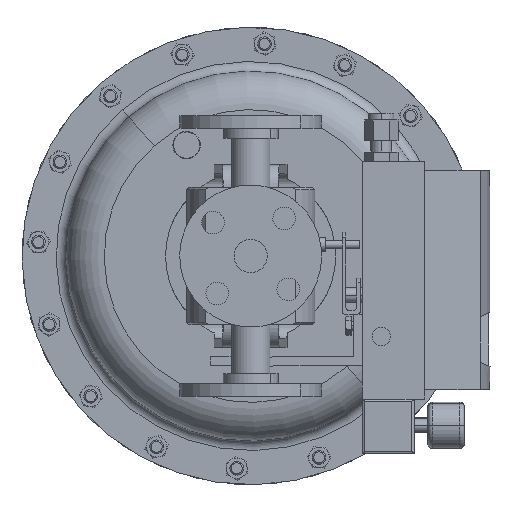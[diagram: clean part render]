
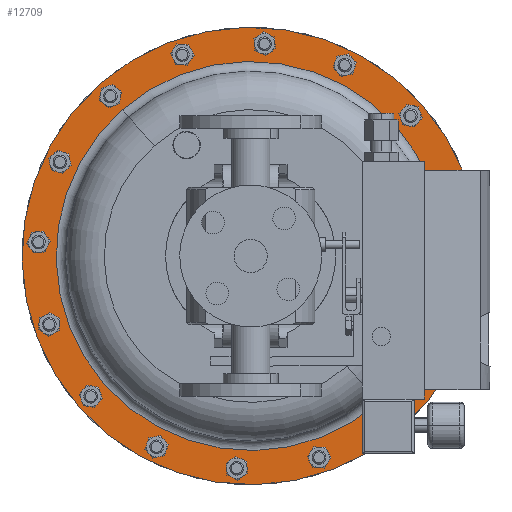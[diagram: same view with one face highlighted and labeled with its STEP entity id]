
A CAD part, front view. The second image highlights one B-rep face of the part: STEP entity #12709.
In plain terms, the highlighted planar face has unit normal (0, -1, 0).
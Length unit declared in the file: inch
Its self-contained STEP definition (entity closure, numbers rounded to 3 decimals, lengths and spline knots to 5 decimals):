
#1219 = DIRECTION ( 'NONE',  ( -0.659, 0., 0.752 ) ) ;
#1478 = VERTEX_POINT ( 'NONE', #20870 ) ;
#1799 = AXIS2_PLACEMENT_3D ( 'NONE', #8900, #13961, #31595 ) ;
#2252 = DIRECTION ( 'NONE',  ( -0.659, 0., 0.752 ) ) ;
#2999 = DIRECTION ( 'NONE',  ( 0., 1., 0. ) ) ;
#3322 = CIRCLE ( 'NONE', #26917, 6.25 ) ;
#4374 = CARTESIAN_POINT ( 'NONE',  ( 0., 9.577, -1.875 ) ) ;
#6815 = ORIENTED_EDGE ( 'NONE', *, *, #26475, .F. ) ;
#6907 = DIRECTION ( 'NONE',  ( -0.659, 0., 0.752 ) ) ;
#7558 = FACE_OUTER_BOUND ( 'NONE', #28179, .T. ) ;
#8900 = CARTESIAN_POINT ( 'NONE',  ( 4.699, 9.577, 2.24591 ) ) ;
#10266 = EDGE_CURVE ( 'NONE', #26467, #32032, #24596, .T. ) ;
#10579 = EDGE_CURVE ( 'NONE', #26604, #1478, #3322, .T. ) ;
#10694 = AXIS2_PLACEMENT_3D ( 'NONE', #32404, #17292, #2252 ) ;
#12662 = EDGE_CURVE ( 'NONE', #32032, #26467, #15017, .T. ) ;
#12709 = ADVANCED_FACE ( 'NONE', ( #14236, #7558 ), #21326, .T. ) ;
#13961 = DIRECTION ( 'NONE',  ( 0., -1., 0. ) ) ;
#14236 = FACE_BOUND ( 'NONE', #16580, .T. ) ;
#15000 = CARTESIAN_POINT ( 'NONE',  ( 4.12091, 9.577, -6.574 ) ) ;
#15017 = CIRCLE ( 'NONE', #20965, 5.315 ) ;
#16274 = DIRECTION ( 'NONE',  ( 0., 1., 0. ) ) ;
#16437 = CIRCLE ( 'NONE', #17146, 6.25 ) ;
#16580 = EDGE_LOOP ( 'NONE', ( #27706, #16787 ) ) ;
#16787 = ORIENTED_EDGE ( 'NONE', *, *, #12662, .T. ) ;
#17146 = AXIS2_PLACEMENT_3D ( 'NONE', #4374, #21965, #6907 ) ;
#17292 = DIRECTION ( 'NONE',  ( 0., 1., 0. ) ) ;
#18039 = CARTESIAN_POINT ( 'NONE',  ( 0., 9.577, -1.875 ) ) ;
#20580 = DIRECTION ( 'NONE',  ( -0.659, 0., 0.752 ) ) ;
#20870 = CARTESIAN_POINT ( 'NONE',  ( -4.12091, 9.577, 2.824 ) ) ;
#20965 = AXIS2_PLACEMENT_3D ( 'NONE', #31367, #16274, #1219 ) ;
#21326 = PLANE ( 'NONE',  #1799 ) ;
#21965 = DIRECTION ( 'NONE',  ( 0., 1., 0. ) ) ;
#24596 = CIRCLE ( 'NONE', #10694, 5.315 ) ;
#24988 = CARTESIAN_POINT ( 'NONE',  ( 3.50442, 9.577, -5.87103 ) ) ;
#25621 = ORIENTED_EDGE ( 'NONE', *, *, #10579, .F. ) ;
#26467 = VERTEX_POINT ( 'NONE', #29356 ) ;
#26475 = EDGE_CURVE ( 'NONE', #1478, #26604, #16437, .T. ) ;
#26604 = VERTEX_POINT ( 'NONE', #15000 ) ;
#26917 = AXIS2_PLACEMENT_3D ( 'NONE', #18039, #2999, #20580 ) ;
#27706 = ORIENTED_EDGE ( 'NONE', *, *, #10266, .T. ) ;
#28179 = EDGE_LOOP ( 'NONE', ( #6815, #25621 ) ) ;
#29356 = CARTESIAN_POINT ( 'NONE',  ( -3.50442, 9.577, 2.12103 ) ) ;
#31367 = CARTESIAN_POINT ( 'NONE',  ( 0., 9.577, -1.875 ) ) ;
#31595 = DIRECTION ( 'NONE',  ( 0.659, 0., -0.752 ) ) ;
#32032 = VERTEX_POINT ( 'NONE', #24988 ) ;
#32404 = CARTESIAN_POINT ( 'NONE',  ( 0., 9.577, -1.875 ) ) ;
